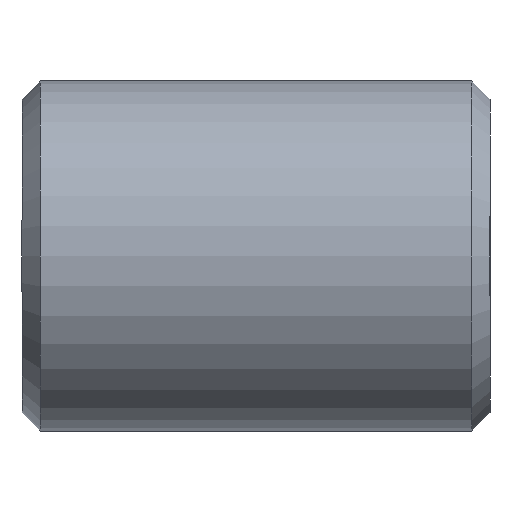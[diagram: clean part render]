
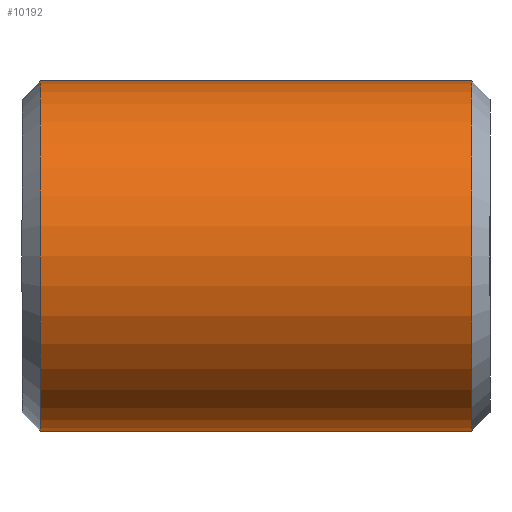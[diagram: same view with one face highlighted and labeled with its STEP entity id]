
A CAD part, left-side view. The second image highlights one B-rep face of the part: STEP entity #10192.
In plain terms, the highlighted cylindrical face has radius 9.5 mm (diameter 19 mm), a partial arc.
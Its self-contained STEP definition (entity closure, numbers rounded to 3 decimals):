
#349 = CIRCLE ( 'NONE', #5139, 9.5 ) ;
#709 = VECTOR ( 'NONE', #7280, 1000. ) ;
#1048 = VERTEX_POINT ( 'NONE', #9281 ) ;
#1546 = DIRECTION ( 'NONE',  ( 0., -1., 0. ) ) ;
#1670 = DIRECTION ( 'NONE',  ( 0., -1., 0. ) ) ;
#1713 = LINE ( 'NONE', #3043, #709 ) ;
#2327 = VERTEX_POINT ( 'NONE', #7770 ) ;
#2428 = DIRECTION ( 'NONE',  ( 0., -1., 0. ) ) ;
#2769 = EDGE_CURVE ( 'NONE', #9262, #1048, #6666, .T. ) ;
#3038 = ORIENTED_EDGE ( 'NONE', *, *, #9565, .F. ) ;
#3043 = CARTESIAN_POINT ( 'NONE',  ( 0., -8.49, -9.5 ) ) ;
#3175 = EDGE_CURVE ( 'NONE', #1048, #6275, #1713, .T. ) ;
#3551 = AXIS2_PLACEMENT_3D ( 'NONE', #7293, #2428, #4019 ) ;
#4019 = DIRECTION ( 'NONE',  ( 0., 0., -1. ) ) ;
#4377 = FACE_OUTER_BOUND ( 'NONE', #8300, .T. ) ;
#4661 = ORIENTED_EDGE ( 'NONE', *, *, #10179, .F. ) ;
#4672 = ORIENTED_EDGE ( 'NONE', *, *, #3175, .T. ) ;
#4931 = CARTESIAN_POINT ( 'NONE',  ( 0., 1., 0. ) ) ;
#5139 = AXIS2_PLACEMENT_3D ( 'NONE', #4931, #6768, #6485 ) ;
#5222 = CARTESIAN_POINT ( 'NONE',  ( 0., 1., -9.5 ) ) ;
#5684 = AXIS2_PLACEMENT_3D ( 'NONE', #9037, #1670, #7387 ) ;
#5935 = VECTOR ( 'NONE', #1546, 1000. ) ;
#6275 = VERTEX_POINT ( 'NONE', #5222 ) ;
#6485 = DIRECTION ( 'NONE',  ( 0., 0., -1. ) ) ;
#6666 = CIRCLE ( 'NONE', #3551, 9.5 ) ;
#6718 = CARTESIAN_POINT ( 'NONE',  ( 0., 24.4, 9.5 ) ) ;
#6768 = DIRECTION ( 'NONE',  ( 0., -1., 0. ) ) ;
#7205 = CYLINDRICAL_SURFACE ( 'NONE', #5684, 9.5 ) ;
#7280 = DIRECTION ( 'NONE',  ( 0., -1., 0. ) ) ;
#7293 = CARTESIAN_POINT ( 'NONE',  ( 0., 24.4, 0. ) ) ;
#7387 = DIRECTION ( 'NONE',  ( 0., 0., -1. ) ) ;
#7770 = CARTESIAN_POINT ( 'NONE',  ( 0., 1., 9.5 ) ) ;
#8058 = CARTESIAN_POINT ( 'NONE',  ( 0., -8.49, 9.5 ) ) ;
#8300 = EDGE_LOOP ( 'NONE', ( #3038, #8841, #4672, #4661 ) ) ;
#8841 = ORIENTED_EDGE ( 'NONE', *, *, #2769, .T. ) ;
#9037 = CARTESIAN_POINT ( 'NONE',  ( 0., -8.49, 0. ) ) ;
#9262 = VERTEX_POINT ( 'NONE', #6718 ) ;
#9281 = CARTESIAN_POINT ( 'NONE',  ( 0., 24.4, -9.5 ) ) ;
#9565 = EDGE_CURVE ( 'NONE', #9262, #2327, #10151, .T. ) ;
#10151 = LINE ( 'NONE', #8058, #5935 ) ;
#10179 = EDGE_CURVE ( 'NONE', #2327, #6275, #349, .T. ) ;
#10192 = ADVANCED_FACE ( 'NONE', ( #4377 ), #7205, .T. ) ;
